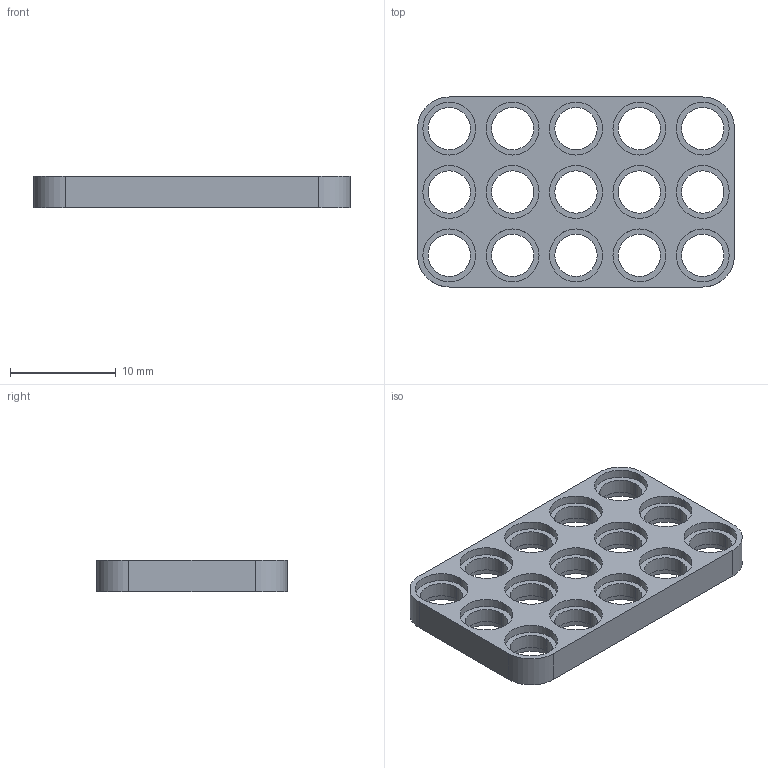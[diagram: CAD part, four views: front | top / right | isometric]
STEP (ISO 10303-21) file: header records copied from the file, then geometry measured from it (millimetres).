
FILE_DESCRIPTION (( 'STEP AP203' ), '1' );
FILE_NAME ('SPD_3b5_sldprt.STEP', '2020-09-23T18:11:42', ( '' ), ( '' ), 'SwSTEP 2.0', 'SolidWorks 2019', '' );
FILE_SCHEMA (( 'CONFIG_CONTROL_DESIGN' ));
Length unit declared in the file: millimetre
Products named in the file (1): SPD_3b5_sldprt
Bounding box: 30 x 18 x 3 mm (x, y, z)
Volume: 861.7 mm3; surface area: 1601 mm2
Topology: 1 solids, 1 shells, 130 faces, 294 edges, 196 vertices
Faces by surface type: cylinder 94, plane 36
Entity records: 3883 total; most frequent: DIRECTION 744, CARTESIAN_POINT 621, ORIENTED_EDGE 588, AXIS2_PLACEMENT_3D 319, EDGE_CURVE 294, VERTEX_POINT 196, EDGE_LOOP 190, CIRCLE 188
